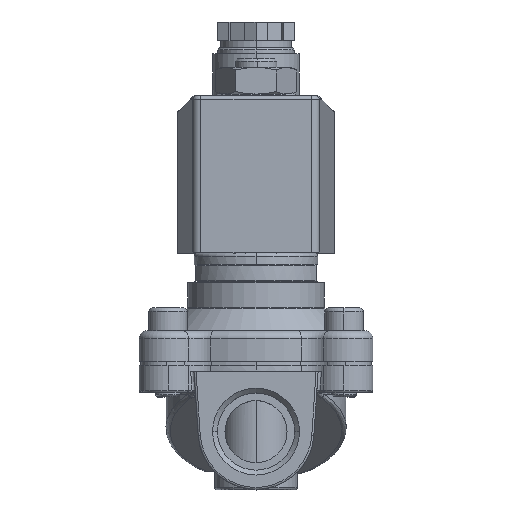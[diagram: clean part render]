
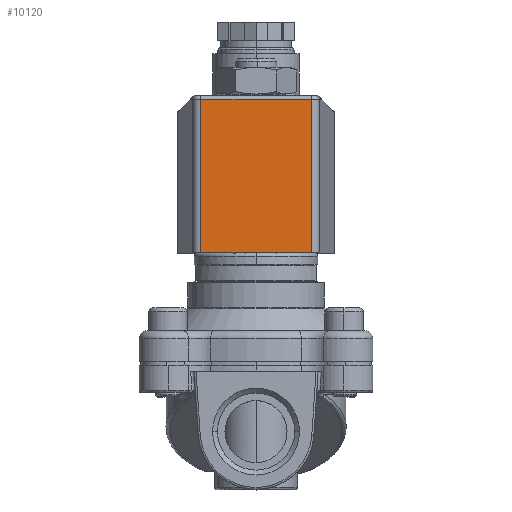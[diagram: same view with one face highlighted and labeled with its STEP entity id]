
A CAD part, top view. The second image highlights one B-rep face of the part: STEP entity #10120.
In plain terms, the highlighted planar face has unit normal (0, 0, 1).
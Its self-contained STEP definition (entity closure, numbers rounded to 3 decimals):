
#1532 = CARTESIAN_POINT ( 'NONE',  ( -13.3, 80.15, 23. ) ) ;
#2263 = DIRECTION ( 'NONE',  ( 0., 1., 0. ) ) ;
#2393 = ORIENTED_EDGE ( 'NONE', *, *, #13354, .T. ) ;
#3354 = AXIS2_PLACEMENT_3D ( 'NONE', #16755, #6221, #7610 ) ;
#3544 = VECTOR ( 'NONE', #4269, 1000. ) ;
#3974 = LINE ( 'NONE', #12995, #14466 ) ;
#4269 = DIRECTION ( 'NONE',  ( -1., 0., 0. ) ) ;
#4514 = VERTEX_POINT ( 'NONE', #12142 ) ;
#4726 = ORIENTED_EDGE ( 'NONE', *, *, #12063, .F. ) ;
#5258 = LINE ( 'NONE', #14440, #8970 ) ;
#5457 = CARTESIAN_POINT ( 'NONE',  ( 13.3, 80.15, 23. ) ) ;
#6221 = DIRECTION ( 'NONE',  ( 0., 0., -1. ) ) ;
#6235 = DIRECTION ( 'NONE',  ( -1., 0., 0. ) ) ;
#7190 = PLANE ( 'NONE',  #3354 ) ;
#7544 = DIRECTION ( 'NONE',  ( 0., 1., 0. ) ) ;
#7610 = DIRECTION ( 'NONE',  ( 0., 1., 0. ) ) ;
#8723 = EDGE_CURVE ( 'NONE', #14254, #15453, #10031, .T. ) ;
#8970 = VECTOR ( 'NONE', #6235, 1000. ) ;
#8999 = VERTEX_POINT ( 'NONE', #14690 ) ;
#10000 = EDGE_LOOP ( 'NONE', ( #11084, #2393, #4726, #15033 ) ) ;
#10031 = LINE ( 'NONE', #10495, #10451 ) ;
#10120 = ADVANCED_FACE ( 'NONE', ( #11405 ), #7190, .F. ) ;
#10451 = VECTOR ( 'NONE', #2263, 1000. ) ;
#10495 = CARTESIAN_POINT ( 'NONE',  ( 13.3, 43.15, 23. ) ) ;
#10880 = LINE ( 'NONE', #1532, #3544 ) ;
#11084 = ORIENTED_EDGE ( 'NONE', *, *, #8723, .T. ) ;
#11405 = FACE_OUTER_BOUND ( 'NONE', #10000, .T. ) ;
#12063 = EDGE_CURVE ( 'NONE', #8999, #4514, #3974, .T. ) ;
#12142 = CARTESIAN_POINT ( 'NONE',  ( -13.3, 80.15, 23. ) ) ;
#12995 = CARTESIAN_POINT ( 'NONE',  ( -13.3, 43.15, 23. ) ) ;
#13039 = EDGE_CURVE ( 'NONE', #14254, #8999, #5258, .T. ) ;
#13354 = EDGE_CURVE ( 'NONE', #15453, #4514, #10880, .T. ) ;
#14254 = VERTEX_POINT ( 'NONE', #14681 ) ;
#14440 = CARTESIAN_POINT ( 'NONE',  ( -13.3, 43.15, 23. ) ) ;
#14466 = VECTOR ( 'NONE', #7544, 1000. ) ;
#14681 = CARTESIAN_POINT ( 'NONE',  ( 13.3, 43.15, 23. ) ) ;
#14690 = CARTESIAN_POINT ( 'NONE',  ( -13.3, 43.15, 23. ) ) ;
#15033 = ORIENTED_EDGE ( 'NONE', *, *, #13039, .F. ) ;
#15453 = VERTEX_POINT ( 'NONE', #5457 ) ;
#16755 = CARTESIAN_POINT ( 'NONE',  ( -13.3, 43.15, 23. ) ) ;
